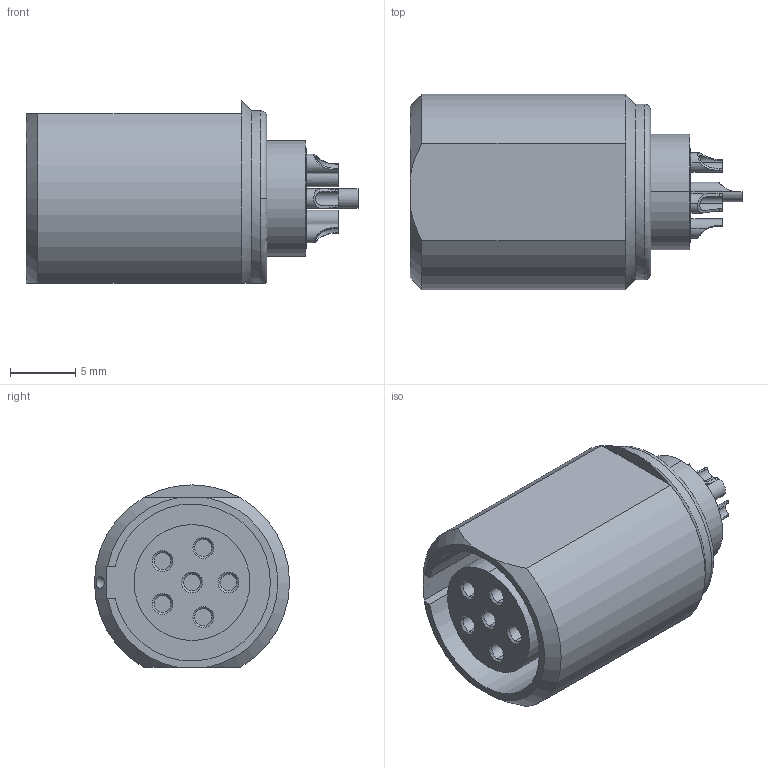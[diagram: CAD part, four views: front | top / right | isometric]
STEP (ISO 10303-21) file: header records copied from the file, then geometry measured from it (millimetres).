
FILE_DESCRIPTION((''),'2;1');
FILE_NAME('G52L0C-P06L','2014-01-24T',('RTrager'),(''),'PRO/ENGINEER BY PARAMETRIC TECHNOLOGY CORPORATION, 2013050','PRO/ENGINEER BY PARAMETRIC TECHNOLOGY CORPORATION, 2013050','');
FILE_SCHEMA(('CONFIG_CONTROL_DESIGN'));
Length unit declared in the file: millimetre
Products named in the file (1): G52L0C-P06L
Bounding box: 25.5 x 15 x 14 mm (x, y, z)
Volume: 2441.5 mm3; surface area: 2372.6 mm2
Topology: 1 solids, 1 shells, 122 faces, 298 edges, 192 vertices
Faces by surface type: cylinder 55, plane 36, cone 15, bspline 8, torus 7, sphere 1
Entity records: 4783 total; most frequent: CARTESIAN_POINT 1861, DIRECTION 614, ORIENTED_EDGE 592, EDGE_CURVE 296, AXIS2_PLACEMENT_3D 248, VERTEX_POINT 192, EDGE_LOOP 138, CIRCLE 134
